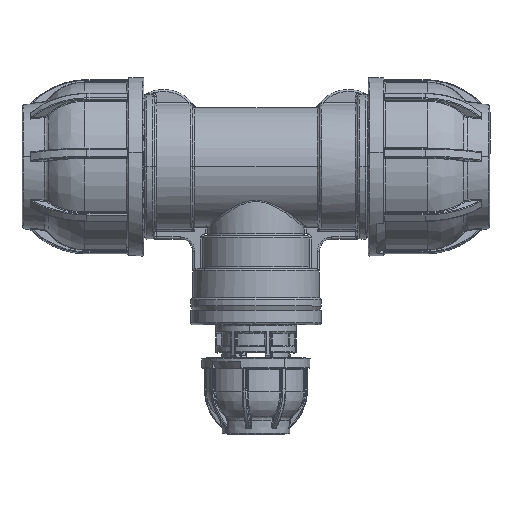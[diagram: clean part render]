
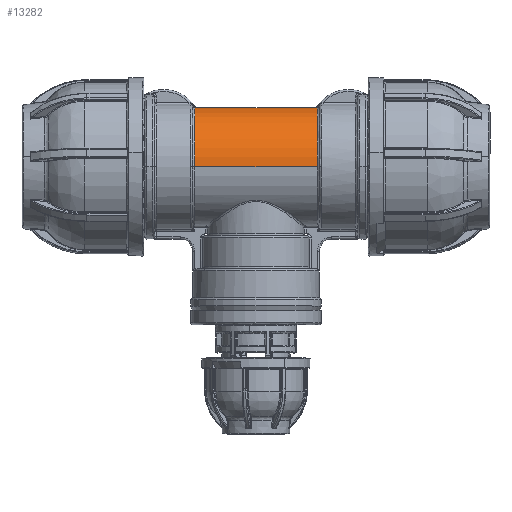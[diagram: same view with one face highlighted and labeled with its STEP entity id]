
A CAD part, top view. The second image highlights one B-rep face of the part: STEP entity #13282.
In plain terms, the highlighted cylindrical face has radius 28.75 mm (diameter 57.5 mm), a partial arc.
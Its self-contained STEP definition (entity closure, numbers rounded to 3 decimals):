
#1480 = CIRCLE ( 'NONE', #13744, 28.75 ) ;
#2463 = CARTESIAN_POINT ( 'NONE',  ( -122.582, 0., 0. ) ) ;
#3838 = DIRECTION ( 'NONE',  ( -1., 0., 0. ) ) ;
#3842 = DIRECTION ( 'NONE',  ( 0., 0., -1. ) ) ;
#4356 = CARTESIAN_POINT ( 'NONE',  ( -92.832, 0., 0. ) ) ;
#4692 = VERTEX_POINT ( 'NONE', #55582 ) ;
#6500 = DIRECTION ( 'NONE',  ( 1., 0., 0. ) ) ;
#9623 = EDGE_CURVE ( 'NONE', #14290, #71115, #77008, .T. ) ;
#10452 = AXIS2_PLACEMENT_3D ( 'NONE', #19098, #49004, #68884 ) ;
#13096 = VERTEX_POINT ( 'NONE', #45483 ) ;
#13282 = ADVANCED_FACE ( 'NONE', ( #57457 ), #87439, .T. ) ;
#13714 = ORIENTED_EDGE ( 'NONE', *, *, #71728, .T. ) ;
#13744 = AXIS2_PLACEMENT_3D ( 'NONE', #82369, #75209, #26137 ) ;
#14177 = CARTESIAN_POINT ( 'NONE',  ( -92.832, 0., 28.75 ) ) ;
#14290 = VERTEX_POINT ( 'NONE', #29019 ) ;
#15103 = ORIENTED_EDGE ( 'NONE', *, *, #18240, .T. ) ;
#15472 = EDGE_CURVE ( 'NONE', #81803, #75408, #52439, .T. ) ;
#15567 = AXIS2_PLACEMENT_3D ( 'NONE', #2463, #23882, #52218 ) ;
#16883 = CARTESIAN_POINT ( 'NONE',  ( -122.582, 0., -28.75 ) ) ;
#16967 = EDGE_CURVE ( 'NONE', #75408, #40895, #27035, .T. ) ;
#18240 = EDGE_CURVE ( 'NONE', #71115, #49750, #1480, .T. ) ;
#18976 = VECTOR ( 'NONE', #76218, 1000. ) ;
#19098 = CARTESIAN_POINT ( 'NONE',  ( -122.582, 0., 0. ) ) ;
#21096 = VERTEX_POINT ( 'NONE', #16883 ) ;
#21717 = EDGE_CURVE ( 'NONE', #4692, #53527, #81386, .T. ) ;
#22315 = CIRCLE ( 'NONE', #24743, 28.75 ) ;
#22835 = AXIS2_PLACEMENT_3D ( 'NONE', #4356, #60257, #61514 ) ;
#23882 = DIRECTION ( 'NONE',  ( 1., 0., 0. ) ) ;
#24743 = AXIS2_PLACEMENT_3D ( 'NONE', #46518, #53906, #3842 ) ;
#24894 = EDGE_CURVE ( 'NONE', #49750, #4692, #73615, .T. ) ;
#26137 = DIRECTION ( 'NONE',  ( 0., 0., -1. ) ) ;
#27035 = LINE ( 'NONE', #81179, #87083 ) ;
#27043 = VECTOR ( 'NONE', #29733, 1000. ) ;
#29019 = CARTESIAN_POINT ( 'NONE',  ( -122.582, 0., 28.75 ) ) ;
#29419 = CARTESIAN_POINT ( 'NONE',  ( -121.525, 28.618, 2.754 ) ) ;
#29733 = DIRECTION ( 'NONE',  ( 1., 0., 0. ) ) ;
#30666 = CARTESIAN_POINT ( 'NONE',  ( -64.138, 28.618, -2.754 ) ) ;
#34060 = ORIENTED_EDGE ( 'NONE', *, *, #24894, .T. ) ;
#34555 = CARTESIAN_POINT ( 'NONE',  ( -92.832, 28.618, -2.754 ) ) ;
#35543 = CARTESIAN_POINT ( 'NONE',  ( -122.582, 28.618, 2.754 ) ) ;
#36138 = ORIENTED_EDGE ( 'NONE', *, *, #15472, .T. ) ;
#36922 = EDGE_CURVE ( 'NONE', #21096, #13096, #78144, .T. ) ;
#39064 = CARTESIAN_POINT ( 'NONE',  ( -64.138, 28.618, 2.754 ) ) ;
#40356 = EDGE_CURVE ( 'NONE', #83343, #81675, #22315, .T. ) ;
#40895 = VERTEX_POINT ( 'NONE', #35543 ) ;
#44110 = ORIENTED_EDGE ( 'NONE', *, *, #9623, .T. ) ;
#44140 = CARTESIAN_POINT ( 'NONE',  ( -63.082, 0., -28.75 ) ) ;
#44462 = CARTESIAN_POINT ( 'NONE',  ( -121.525, 28.618, -2.754 ) ) ;
#44515 = LINE ( 'NONE', #87428, #81160 ) ;
#45483 = CARTESIAN_POINT ( 'NONE',  ( -122.582, 28.618, -2.754 ) ) ;
#46518 = CARTESIAN_POINT ( 'NONE',  ( -63.082, 0., 0. ) ) ;
#49004 = DIRECTION ( 'NONE',  ( 1., 0., 0. ) ) ;
#49750 = VERTEX_POINT ( 'NONE', #90628 ) ;
#52078 = DIRECTION ( 'NONE',  ( 1., 0., 0. ) ) ;
#52218 = DIRECTION ( 'NONE',  ( 0., 0., -1. ) ) ;
#52439 = B_SPLINE_CURVE_WITH_KNOTS ( 'NONE', 3,
 ( #72926, #80060, #71984, #29419 ),
 .UNSPECIFIED., .F., .F.,
 ( 4, 4 ),
 ( 0., 1. ),
 .UNSPECIFIED. ) ;
#53527 = VERTEX_POINT ( 'NONE', #92008 ) ;
#53906 = DIRECTION ( 'NONE',  ( -1., 0., 0. ) ) ;
#55582 = CARTESIAN_POINT ( 'NONE',  ( -64.138, 28.618, 2.754 ) ) ;
#56599 = CARTESIAN_POINT ( 'NONE',  ( -121.525, 28.618, 2.754 ) ) ;
#57457 = FACE_OUTER_BOUND ( 'NONE', #68686, .T. ) ;
#58314 = EDGE_CURVE ( 'NONE', #40895, #14290, #66982, .T. ) ;
#58809 = ORIENTED_EDGE ( 'NONE', *, *, #83756, .F. ) ;
#58891 = CARTESIAN_POINT ( 'NONE',  ( -64.024, 28.794, 0.924 ) ) ;
#60257 = DIRECTION ( 'NONE',  ( 1., 0., 0. ) ) ;
#61304 = CARTESIAN_POINT ( 'NONE',  ( -92.832, 28.618, 2.754 ) ) ;
#61514 = DIRECTION ( 'NONE',  ( 0., 0., -1. ) ) ;
#66064 = CARTESIAN_POINT ( 'NONE',  ( -64.024, 28.794, -0.924 ) ) ;
#66982 = CIRCLE ( 'NONE', #15567, 28.75 ) ;
#68686 = EDGE_LOOP ( 'NONE', ( #72198, #44110, #15103, #34060, #73563, #89676, #81761, #58809, #76639, #13714, #36138, #88946 ) ) ;
#68884 = DIRECTION ( 'NONE',  ( 0., 0., -1. ) ) ;
#69765 = VECTOR ( 'NONE', #6500, 1000. ) ;
#71115 = VERTEX_POINT ( 'NONE', #80340 ) ;
#71228 = LINE ( 'NONE', #77093, #18976 ) ;
#71728 = EDGE_CURVE ( 'NONE', #13096, #81803, #71228, .T. ) ;
#71984 = CARTESIAN_POINT ( 'NONE',  ( -121.639, 28.794, 0.924 ) ) ;
#72010 = CARTESIAN_POINT ( 'NONE',  ( -63.082, 28.618, -2.754 ) ) ;
#72198 = ORIENTED_EDGE ( 'NONE', *, *, #58314, .T. ) ;
#72926 = CARTESIAN_POINT ( 'NONE',  ( -121.525, 28.618, -2.754 ) ) ;
#73563 = ORIENTED_EDGE ( 'NONE', *, *, #21717, .T. ) ;
#73615 = LINE ( 'NONE', #61304, #79205 ) ;
#74847 = EDGE_CURVE ( 'NONE', #53527, #83343, #88632, .T. ) ;
#75209 = DIRECTION ( 'NONE',  ( -1., 0., 0. ) ) ;
#75408 = VERTEX_POINT ( 'NONE', #56599 ) ;
#76218 = DIRECTION ( 'NONE',  ( 1., 0., 0. ) ) ;
#76639 = ORIENTED_EDGE ( 'NONE', *, *, #36922, .T. ) ;
#77008 = LINE ( 'NONE', #14177, #27043 ) ;
#77093 = CARTESIAN_POINT ( 'NONE',  ( -92.832, 28.618, -2.754 ) ) ;
#78144 = CIRCLE ( 'NONE', #10452, 28.75 ) ;
#79205 = VECTOR ( 'NONE', #3838, 1000. ) ;
#80060 = CARTESIAN_POINT ( 'NONE',  ( -121.639, 28.794, -0.924 ) ) ;
#80340 = CARTESIAN_POINT ( 'NONE',  ( -63.082, 0., 28.75 ) ) ;
#81160 = VECTOR ( 'NONE', #52078, 1000. ) ;
#81179 = CARTESIAN_POINT ( 'NONE',  ( -92.832, 28.618, 2.754 ) ) ;
#81386 = B_SPLINE_CURVE_WITH_KNOTS ( 'NONE', 3,
 ( #39064, #58891, #66064, #30666 ),
 .UNSPECIFIED., .F., .F.,
 ( 4, 4 ),
 ( 0., 1. ),
 .UNSPECIFIED. ) ;
#81470 = DIRECTION ( 'NONE',  ( -1., 0., 0. ) ) ;
#81675 = VERTEX_POINT ( 'NONE', #44140 ) ;
#81761 = ORIENTED_EDGE ( 'NONE', *, *, #40356, .T. ) ;
#81803 = VERTEX_POINT ( 'NONE', #44462 ) ;
#82369 = CARTESIAN_POINT ( 'NONE',  ( -63.082, 0., 0. ) ) ;
#83343 = VERTEX_POINT ( 'NONE', #72010 ) ;
#83756 = EDGE_CURVE ( 'NONE', #21096, #81675, #44515, .T. ) ;
#87083 = VECTOR ( 'NONE', #81470, 1000. ) ;
#87428 = CARTESIAN_POINT ( 'NONE',  ( -92.832, 0., -28.75 ) ) ;
#87439 = CYLINDRICAL_SURFACE ( 'NONE', #22835, 28.75 ) ;
#88632 = LINE ( 'NONE', #34555, #69765 ) ;
#88946 = ORIENTED_EDGE ( 'NONE', *, *, #16967, .T. ) ;
#89676 = ORIENTED_EDGE ( 'NONE', *, *, #74847, .T. ) ;
#90628 = CARTESIAN_POINT ( 'NONE',  ( -63.082, 28.618, 2.754 ) ) ;
#92008 = CARTESIAN_POINT ( 'NONE',  ( -64.138, 28.618, -2.754 ) ) ;
